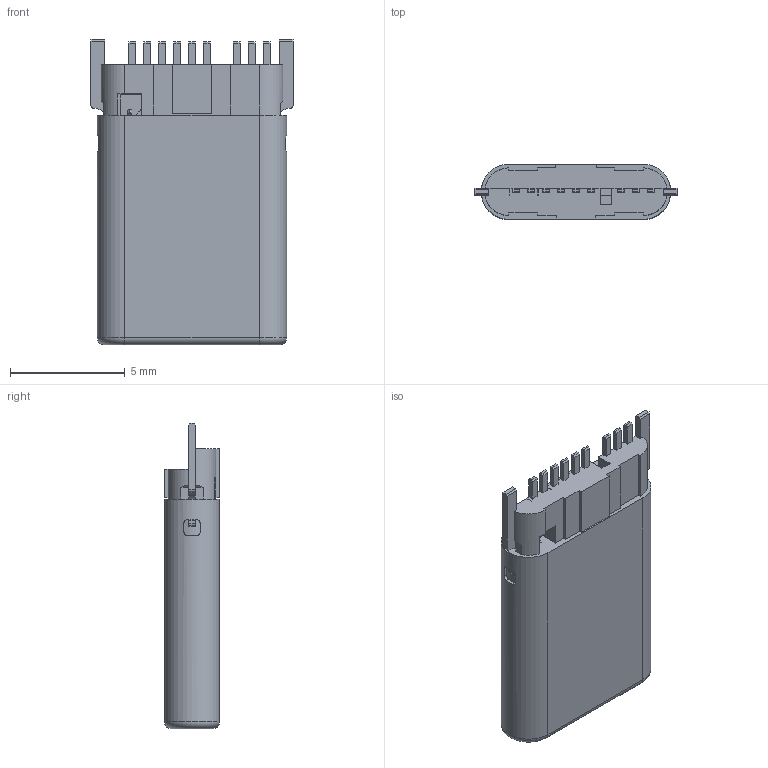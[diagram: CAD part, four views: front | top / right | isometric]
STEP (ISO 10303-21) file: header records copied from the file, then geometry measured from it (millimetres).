
FILE_DESCRIPTION((''),'2;1');
FILE_NAME('TANPIAN-PLASTIC_1_2__2_1_1_2_12','2025-12-20T12:09:06',('Administrator'),(''),'CREO PARAMETRIC BY PTC INC, 2022073','CREO PARAMETRIC BY PTC INC, 2022073','');
FILE_SCHEMA(('CONFIG_CONTROL_DESIGN'));
Length unit declared in the file: millimetre
Products named in the file (1): TANPIAN-PLASTIC_1_2__2_1_1_2_12
Bounding box: 8.8 x 2.4 x 13.3 mm (x, y, z)
Volume: 179.1 mm3; surface area: 406.8 mm2
Topology: 1 solids, 1 shells, 391 faces, 1165 edges, 774 vertices
Faces by surface type: plane 299, cylinder 88, torus 4
Entity records: 13270 total; most frequent: CARTESIAN_POINT 2493, ORIENTED_EDGE 2330, DIRECTION 2119, EDGE_CURVE 1165, VECTOR 933, LINE 933, VERTEX_POINT 774, AXIS2_PLACEMENT_3D 593
